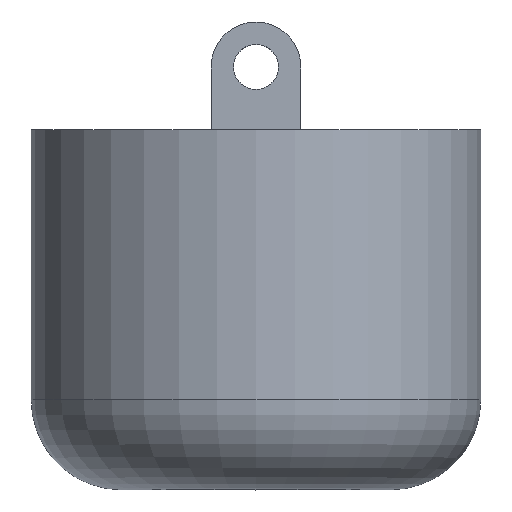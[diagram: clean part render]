
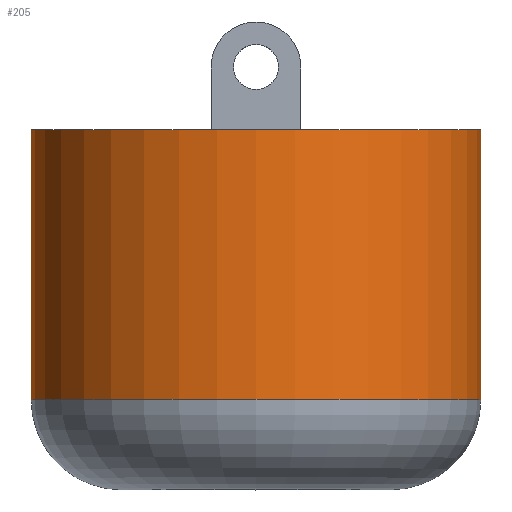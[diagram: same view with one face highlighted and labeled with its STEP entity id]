
A CAD part, top view. The second image highlights one B-rep face of the part: STEP entity #205.
In plain terms, the highlighted cylindrical face has radius 12.5 mm (diameter 25 mm), a partial arc.
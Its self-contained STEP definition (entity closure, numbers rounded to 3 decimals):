
#14 = VERTEX_POINT ( 'NONE', #519 ) ;
#107 = DIRECTION ( 'NONE',  ( 0., 1., 0. ) ) ;
#127 = CYLINDRICAL_SURFACE ( 'NONE', #878, 12.5 ) ;
#152 = ORIENTED_EDGE ( 'NONE', *, *, #688, .T. ) ;
#166 = CIRCLE ( 'NONE', #741, 12.5 ) ;
#185 = EDGE_CURVE ( 'NONE', #216, #14, #339, .T. ) ;
#205 = ADVANCED_FACE ( 'NONE', ( #585 ), #127, .T. ) ;
#216 = VERTEX_POINT ( 'NONE', #468 ) ;
#218 = AXIS2_PLACEMENT_3D ( 'NONE', #937, #630, #780 ) ;
#339 = CIRCLE ( 'NONE', #218, 12.5 ) ;
#352 = VECTOR ( 'NONE', #885, 1000. ) ;
#414 = CARTESIAN_POINT ( 'NONE',  ( -12.5, -22.25, 1.5 ) ) ;
#447 = LINE ( 'NONE', #414, #458 ) ;
#458 = VECTOR ( 'NONE', #650, 1000. ) ;
#460 = DIRECTION ( 'NONE',  ( -1., 0., 0. ) ) ;
#462 = CARTESIAN_POINT ( 'NONE',  ( 12.5, -17.25, 1.5 ) ) ;
#468 = CARTESIAN_POINT ( 'NONE',  ( 12.5, -2.25, 1.5 ) ) ;
#472 = CARTESIAN_POINT ( 'NONE',  ( 0., -22.25, 1.5 ) ) ;
#507 = ORIENTED_EDGE ( 'NONE', *, *, #185, .T. ) ;
#509 = VERTEX_POINT ( 'NONE', #651 ) ;
#519 = CARTESIAN_POINT ( 'NONE',  ( -12.5, -2.25, 1.5 ) ) ;
#525 = EDGE_LOOP ( 'NONE', ( #919, #152, #507, #701 ) ) ;
#539 = EDGE_CURVE ( 'NONE', #509, #1012, #166, .T. ) ;
#584 = CARTESIAN_POINT ( 'NONE',  ( 12.5, -22.25, 1.5 ) ) ;
#585 = FACE_OUTER_BOUND ( 'NONE', #525, .T. ) ;
#630 = DIRECTION ( 'NONE',  ( 0., -1., 0. ) ) ;
#650 = DIRECTION ( 'NONE',  ( 0., 1., 0. ) ) ;
#651 = CARTESIAN_POINT ( 'NONE',  ( -12.5, -17.25, 1.5 ) ) ;
#665 = DIRECTION ( 'NONE',  ( 1., 0., 0. ) ) ;
#688 = EDGE_CURVE ( 'NONE', #1012, #216, #857, .T. ) ;
#701 = ORIENTED_EDGE ( 'NONE', *, *, #928, .F. ) ;
#741 = AXIS2_PLACEMENT_3D ( 'NONE', #896, #107, #665 ) ;
#780 = DIRECTION ( 'NONE',  ( 1., 0., 0. ) ) ;
#857 = LINE ( 'NONE', #584, #352 ) ;
#878 = AXIS2_PLACEMENT_3D ( 'NONE', #472, #929, #460 ) ;
#885 = DIRECTION ( 'NONE',  ( 0., 1., 0. ) ) ;
#896 = CARTESIAN_POINT ( 'NONE',  ( 0., -17.25, 1.5 ) ) ;
#919 = ORIENTED_EDGE ( 'NONE', *, *, #539, .T. ) ;
#928 = EDGE_CURVE ( 'NONE', #509, #14, #447, .T. ) ;
#929 = DIRECTION ( 'NONE',  ( 0., 1., 0. ) ) ;
#937 = CARTESIAN_POINT ( 'NONE',  ( 0., -2.25, 1.5 ) ) ;
#1012 = VERTEX_POINT ( 'NONE', #462 ) ;
